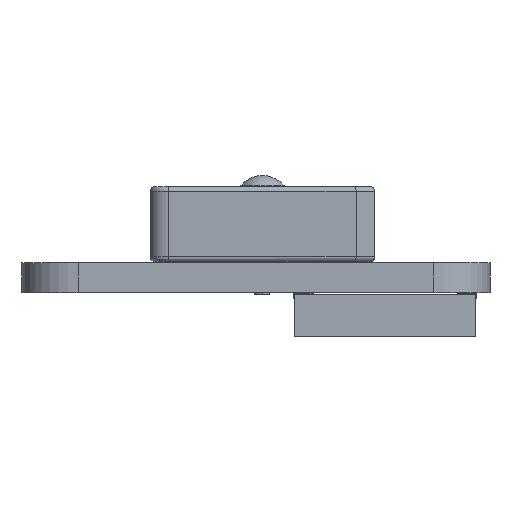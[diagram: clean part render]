
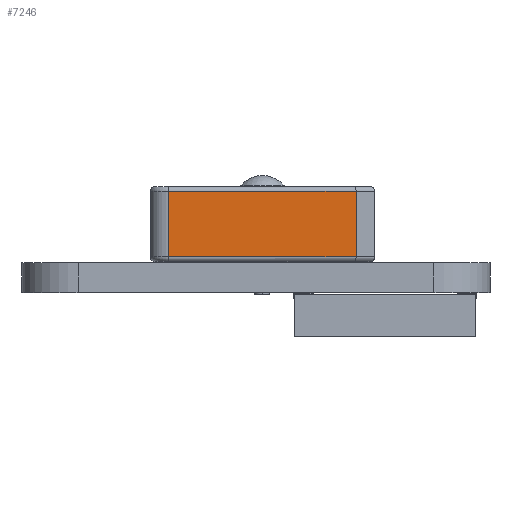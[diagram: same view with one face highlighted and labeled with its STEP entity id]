
A CAD part, front view. The second image highlights one B-rep face of the part: STEP entity #7246.
In plain terms, the highlighted face is planar.
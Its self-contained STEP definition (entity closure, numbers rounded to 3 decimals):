
#7217 = EDGE_CURVE('',#7218,#7220,#7222,.T.);
#7218 = VERTEX_POINT('',#7219);
#7219 = CARTESIAN_POINT('',(-5.,1.75,6.));
#7220 = VERTEX_POINT('',#7221);
#7221 = CARTESIAN_POINT('',(-5.,-1.75,6.));
#7222 = LINE('',#7223,#7224);
#7223 = CARTESIAN_POINT('',(-5.,2.,6.));
#7224 = VECTOR('',#7225,1.);
#7225 = DIRECTION('',(0.,-1.,0.));
#7246 = ADVANCED_FACE('',(#7247),#7272,.F.);
#7247 = FACE_BOUND('',#7248,.T.);
#7248 = EDGE_LOOP('',(#7249,#7259,#7265,#7266));
#7249 = ORIENTED_EDGE('',*,*,#7250,.T.);
#7250 = EDGE_CURVE('',#7251,#7253,#7255,.T.);
#7251 = VERTEX_POINT('',#7252);
#7252 = CARTESIAN_POINT('',(5.,-1.75,6.));
#7253 = VERTEX_POINT('',#7254);
#7254 = CARTESIAN_POINT('',(5.,1.75,6.));
#7255 = LINE('',#7256,#7257);
#7256 = CARTESIAN_POINT('',(5.,2.,6.));
#7257 = VECTOR('',#7258,1.);
#7258 = DIRECTION('',(0.,1.,0.));
#7259 = ORIENTED_EDGE('',*,*,#7260,.T.);
#7260 = EDGE_CURVE('',#7253,#7218,#7261,.T.);
#7261 = LINE('',#7262,#7263);
#7262 = CARTESIAN_POINT('',(-5.,1.75,6.));
#7263 = VECTOR('',#7264,1.);
#7264 = DIRECTION('',(-1.,-0.,0.));
#7265 = ORIENTED_EDGE('',*,*,#7217,.T.);
#7266 = ORIENTED_EDGE('',*,*,#7267,.T.);
#7267 = EDGE_CURVE('',#7220,#7251,#7268,.T.);
#7268 = LINE('',#7269,#7270);
#7269 = CARTESIAN_POINT('',(-6.,-1.75,6.));
#7270 = VECTOR('',#7271,1.);
#7271 = DIRECTION('',(1.,0.,0.));
#7272 = PLANE('',#7273);
#7273 = AXIS2_PLACEMENT_3D('',#7274,#7275,#7276);
#7274 = CARTESIAN_POINT('',(-6.,2.,6.));
#7275 = DIRECTION('',(0.,0.,-1.));
#7276 = DIRECTION('',(-1.,0.,0.));
